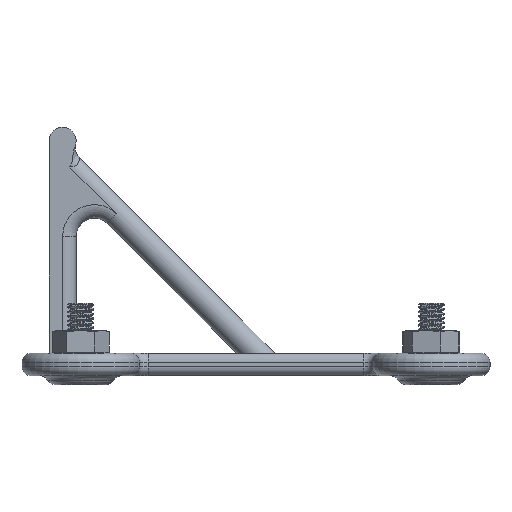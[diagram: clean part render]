
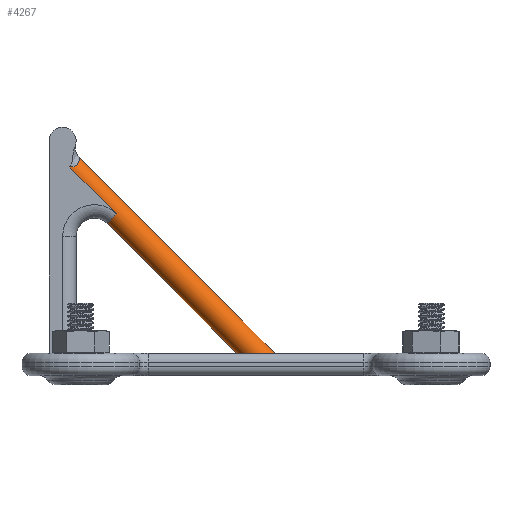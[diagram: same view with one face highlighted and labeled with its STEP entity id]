
A CAD part, left-side view. The second image highlights one B-rep face of the part: STEP entity #4267.
In plain terms, the highlighted cylindrical face has radius 1.5 mm (diameter 3 mm), a partial arc.
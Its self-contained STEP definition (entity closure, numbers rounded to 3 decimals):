
#145=B_SPLINE_CURVE_WITH_KNOTS('',3,(#6702,#6703,#6704,#6705,#6706,#6707,
#6708,#6709),.UNSPECIFIED.,.F.,.F.,(4,1,1,1,1,4),(-6.87,-6.801,
-6.733,-6.664,-6.526,-6.389),
 .UNSPECIFIED.);
#336=ELLIPSE('',#4581,2.121,1.5);
#523=LINE('',#6867,#753);
#533=LINE('',#6909,#763);
#534=LINE('',#6910,#764);
#753=VECTOR('',#5509,10.);
#763=VECTOR('',#5567,10.);
#764=VECTOR('',#5568,10.);
#926=CYLINDRICAL_SURFACE('',#4739,1.5);
#1075=FACE_OUTER_BOUND('',#1337,.T.);
#1337=EDGE_LOOP('',(#3335,#3336,#3337,#3338,#3339,#3340));
#1645=CIRCLE('',#4737,1.5);
#1790=VERTEX_POINT('',#6258);
#1791=VERTEX_POINT('',#6260);
#1870=VERTEX_POINT('',#6645);
#1872=VERTEX_POINT('',#6689);
#1882=VERTEX_POINT('',#6865);
#1890=VERTEX_POINT('',#6905);
#2245=EDGE_CURVE('',#1791,#1790,#336,.F.);
#2384=EDGE_CURVE('',#1872,#1870,#145,.T.);
#2405=EDGE_CURVE('',#1872,#1882,#523,.T.);
#2425=EDGE_CURVE('',#1890,#1882,#1645,.T.);
#2427=EDGE_CURVE('',#1890,#1791,#533,.T.);
#2428=EDGE_CURVE('',#1790,#1870,#534,.T.);
#3335=ORIENTED_EDGE('',*,*,#2384,.F.);
#3336=ORIENTED_EDGE('',*,*,#2405,.T.);
#3337=ORIENTED_EDGE('',*,*,#2425,.F.);
#3338=ORIENTED_EDGE('',*,*,#2427,.T.);
#3339=ORIENTED_EDGE('',*,*,#2245,.T.);
#3340=ORIENTED_EDGE('',*,*,#2428,.T.);
#4267=ADVANCED_FACE('',(#1075),#926,.T.);
#4581=AXIS2_PLACEMENT_3D('',#6261,#5173,#5174);
#4737=AXIS2_PLACEMENT_3D('',#6906,#5561,#5562);
#4739=AXIS2_PLACEMENT_3D('',#6908,#5565,#5566);
#5173=DIRECTION('center_axis',(0.,0.,-1.));
#5174=DIRECTION('ref_axis',(0.,1.,0.));
#5509=DIRECTION('',(0.,-0.707,-0.707));
#5561=DIRECTION('center_axis',(0.,0.707,0.707));
#5562=DIRECTION('ref_axis',(0.,0.707,-0.707));
#5565=DIRECTION('center_axis',(0.,-0.707,-0.707));
#5566=DIRECTION('ref_axis',(-0.707,0.5,-0.5));
#5567=DIRECTION('',(0.,-0.707,-0.707));
#5568=DIRECTION('',(0.,0.707,0.707));
#6258=CARTESIAN_POINT('',(-21.,-2.1,2.5));
#6260=CARTESIAN_POINT('',(-21.,2.143,2.5));
#6261=CARTESIAN_POINT('Origin',(-21.,0.021,2.5));
#6645=CARTESIAN_POINT('',(-21.,19.563,24.163));
#6689=CARTESIAN_POINT('',(-22.5,20.624,23.102));
#6702=CARTESIAN_POINT('Ctrl Pts',(-22.5,20.624,23.102));
#6703=CARTESIAN_POINT('Ctrl Pts',(-22.5,20.472,23.091));
#6704=CARTESIAN_POINT('Ctrl Pts',(-22.48,20.193,23.112));
#6705=CARTESIAN_POINT('Ctrl Pts',(-22.373,19.879,23.259));
#6706=CARTESIAN_POINT('Ctrl Pts',(-22.13,19.618,23.556));
#6707=CARTESIAN_POINT('Ctrl Pts',(-21.682,19.54,23.989));
#6708=CARTESIAN_POINT('Ctrl Pts',(-21.229,19.563,24.163));
#6709=CARTESIAN_POINT('Ctrl Pts',(-21.,19.563,24.163));
#6865=CARTESIAN_POINT('',(-22.5,15.425,17.904));
#6867=CARTESIAN_POINT('',(-22.5,16.211,18.689));
#6905=CARTESIAN_POINT('',(-21.,16.486,16.843));
#6906=CARTESIAN_POINT('Origin',(-21.,15.425,17.904));
#6908=CARTESIAN_POINT('Origin',(-21.,6.271,8.75));
#6909=CARTESIAN_POINT('',(-21.,7.332,7.689));
#6910=CARTESIAN_POINT('',(-21.,15.15,19.75));
